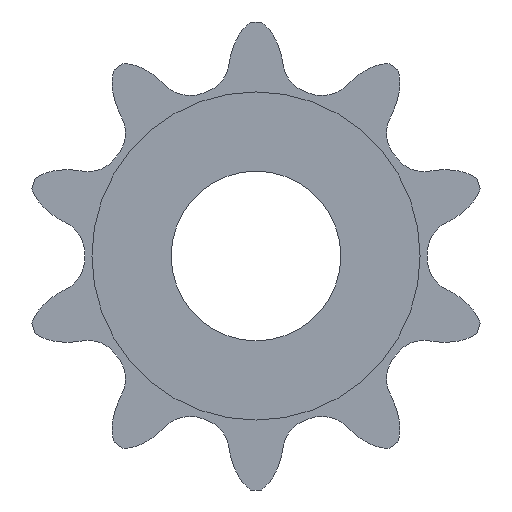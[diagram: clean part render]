
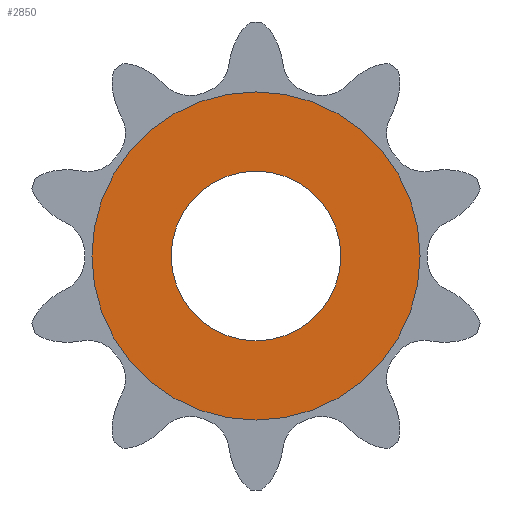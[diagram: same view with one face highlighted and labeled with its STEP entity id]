
A CAD part, front view. The second image highlights one B-rep face of the part: STEP entity #2850.
In plain terms, the highlighted planar face has unit normal (0, -1, 0).
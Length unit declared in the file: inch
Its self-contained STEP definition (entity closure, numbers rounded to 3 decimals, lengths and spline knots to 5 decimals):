
#2658=CARTESIAN_POINT('',(0.,0.,-0.25));
#2659=VERTEX_POINT('',#2658);
#2675=CARTESIAN_POINT('',(0.,0.,0.25));
#2676=VERTEX_POINT('',#2675);
#2683=CARTESIAN_POINT('',(-0.25,0.0,0.));
#2684=VERTEX_POINT('',#2683);
#2685=CARTESIAN_POINT('',(0.0,0.0,0.0));
#2686=DIRECTION('',(0.0,1.0,0.0));
#2687=DIRECTION('',(-1.0,0.0,0.0));
#2688=AXIS2_PLACEMENT_3D('',#2685,#2686,#2687);
#2689=CIRCLE('',#2688,0.25);
#2690=EDGE_CURVE('',#2684,#2676,#2689,.T.);
#2692=CARTESIAN_POINT('',(0.0,0.0,0.0));
#2693=DIRECTION('',(0.0,1.0,0.0));
#2694=DIRECTION('',(-1.0,0.0,0.0));
#2695=AXIS2_PLACEMENT_3D('',#2692,#2693,#2694);
#2696=CIRCLE('',#2695,0.25);
#2697=EDGE_CURVE('',#2659,#2684,#2696,.T.);
#2751=CARTESIAN_POINT('',(0.,0.0,0.4835));
#2752=VERTEX_POINT('',#2751);
#2768=CARTESIAN_POINT('',(0.,0.,-0.4835));
#2769=VERTEX_POINT('',#2768);
#2776=CARTESIAN_POINT('',(0.0,0.0,0.0));
#2777=DIRECTION('',(0.0,-1.0,0.0));
#2778=DIRECTION('',(0.0,0.0,1.0));
#2779=AXIS2_PLACEMENT_3D('',#2776,#2777,#2778);
#2780=CIRCLE('',#2779,0.4835);
#2781=EDGE_CURVE('',#2752,#2769,#2780,.T.);
#2818=CARTESIAN_POINT('',(0.0,0.0,0.0));
#2819=DIRECTION('',(0.0,-1.0,0.0));
#2820=DIRECTION('',(0.0,0.0,1.0));
#2821=AXIS2_PLACEMENT_3D('',#2818,#2819,#2820);
#2822=CIRCLE('',#2821,0.4835);
#2823=EDGE_CURVE('',#2769,#2752,#2822,.T.);
#2830=CARTESIAN_POINT('',(0.0,0.0,0.0));
#2831=DIRECTION('',(0.0,-1.0,0.0));
#2832=DIRECTION('',(0.0,0.0,1.0));
#2833=AXIS2_PLACEMENT_3D('',#2830,#2831,#2832);
#2834=PLANE('',#2833);
#2835=ORIENTED_EDGE('',*,*,#2781,.T.);
#2836=ORIENTED_EDGE('',*,*,#2823,.T.);
#2837=EDGE_LOOP('',(#2835,#2836));
#2838=FACE_OUTER_BOUND('',#2837,.T.);
#2839=ORIENTED_EDGE('',*,*,#2690,.T.);
#2840=CARTESIAN_POINT('',(0.0,0.0,0.0));
#2841=DIRECTION('',(0.0,1.0,0.0));
#2842=DIRECTION('',(-1.0,0.0,0.0));
#2843=AXIS2_PLACEMENT_3D('',#2840,#2841,#2842);
#2844=CIRCLE('',#2843,0.25);
#2845=EDGE_CURVE('',#2676,#2659,#2844,.T.);
#2846=ORIENTED_EDGE('',*,*,#2845,.T.);
#2847=ORIENTED_EDGE('',*,*,#2697,.T.);
#2848=EDGE_LOOP('',(#2839,#2846,#2847));
#2849=FACE_BOUND('',#2848,.T.);
#2850=ADVANCED_FACE('',(#2838,#2849),#2834,.T.);
